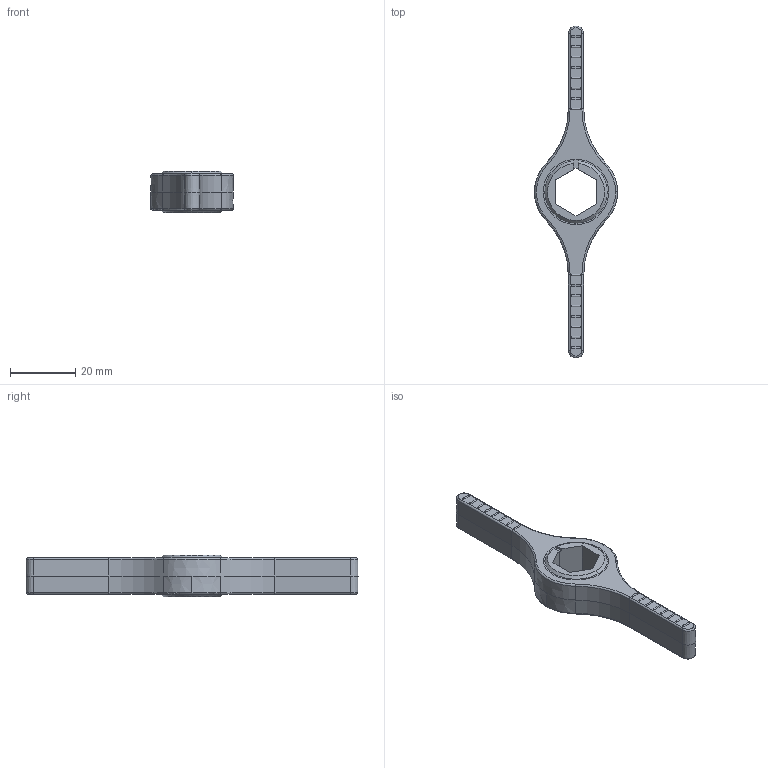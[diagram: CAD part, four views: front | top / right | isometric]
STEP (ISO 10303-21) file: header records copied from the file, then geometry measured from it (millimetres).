
FILE_DESCRIPTION (( 'STEP AP203' ), '1' );
FILE_NAME ('REV-21-2706.STEP', '2023-09-25T18:00:28', ( '' ), ( '' ), 'SwSTEP 2.0', 'SolidWorks 2022', '' );
FILE_SCHEMA (( 'CONFIG_CONTROL_DESIGN' ));
Length unit declared in the file: inch
Products named in the file (3): REV-20-1954; REV-40-2700; REV-21-2706
Assembly tree (2 placements, depth 2):
  REV-21-2706
    REV-40-2700
    REV-20-1954
Bounding box: 25.4 x 101.6 x 12.7 mm (x, y, z)
Volume: 8980.4 mm3; surface area: 6874.5 mm2
Topology: 2 solids, 2 shells, 695 faces, 1692 edges, 937 vertices
Faces by surface type: bspline 240, plane 160, cylinder 96, torus 78, cone 73, sphere 48
Entity records: 23104 total; most frequent: CARTESIAN_POINT 9197, ORIENTED_EDGE 3096, DIRECTION 2547, EDGE_CURVE 1548, AXIS2_PLACEMENT_3D 1103, VERTEX_POINT 889, EDGE_LOOP 731, FACE_OUTER_BOUND 695
